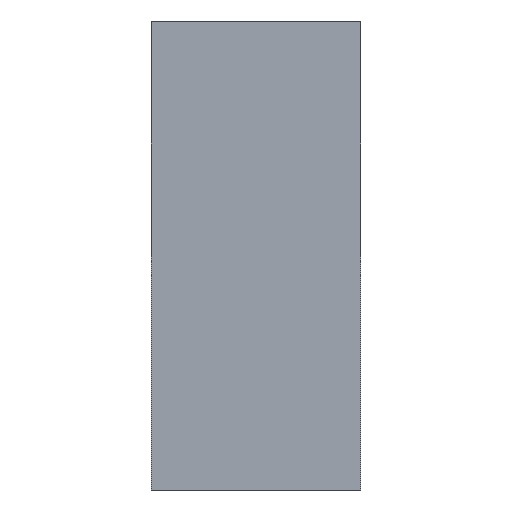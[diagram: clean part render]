
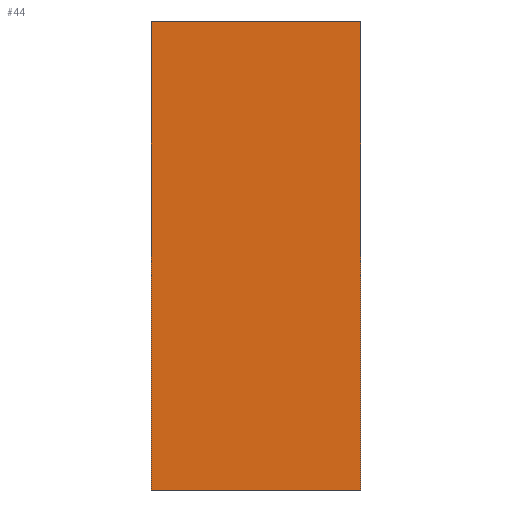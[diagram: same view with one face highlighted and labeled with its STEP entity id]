
A CAD part, left-side view. The second image highlights one B-rep face of the part: STEP entity #44.
In plain terms, the highlighted planar face has unit normal (-1, 0, 0).
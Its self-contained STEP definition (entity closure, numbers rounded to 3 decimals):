
#44 = ADVANCED_FACE( '', ( #95 ), #96, .F. );
#95 = FACE_OUTER_BOUND( '', #144, .T. );
#96 = PLANE( '', #145 );
#144 = EDGE_LOOP( '', ( #209, #210, #211, #212 ) );
#145 = AXIS2_PLACEMENT_3D( '', #213, #214, #215 );
#209 = ORIENTED_EDGE( '', *, *, #260, .T. );
#210 = ORIENTED_EDGE( '', *, *, #263, .F. );
#211 = ORIENTED_EDGE( '', *, *, #250, .F. );
#212 = ORIENTED_EDGE( '', *, *, #265, .T. );
#213 = CARTESIAN_POINT( '', ( -273., 21.5, 96. ) );
#214 = DIRECTION( '', ( 1., 0., 0. ) );
#215 = DIRECTION( '', ( 0., 0., -1. ) );
#250 = EDGE_CURVE( '', #285, #287, #288, .T. );
#260 = EDGE_CURVE( '', #300, #304, #306, .T. );
#263 = EDGE_CURVE( '', #287, #304, #309, .T. );
#265 = EDGE_CURVE( '', #285, #300, #311, .T. );
#285 = VERTEX_POINT( '', #331 );
#287 = VERTEX_POINT( '', #334 );
#288 = LINE( '', #335, #336 );
#300 = VERTEX_POINT( '', #350 );
#304 = VERTEX_POINT( '', #356 );
#306 = LINE( '', #359, #360 );
#309 = LINE( '', #364, #365 );
#311 = LINE( '', #367, #368 );
#331 = CARTESIAN_POINT( '', ( -273., 21.5, 96. ) );
#334 = CARTESIAN_POINT( '', ( -273., -21.5, 96. ) );
#335 = CARTESIAN_POINT( '', ( -273., 21.5, 96. ) );
#336 = VECTOR( '', #392, 1000. );
#350 = CARTESIAN_POINT( '', ( -273., 21.5, 0. ) );
#356 = CARTESIAN_POINT( '', ( -273., -21.5, 0. ) );
#359 = CARTESIAN_POINT( '', ( -273., 21.5, 0. ) );
#360 = VECTOR( '', #407, 1000. );
#364 = CARTESIAN_POINT( '', ( -273., -21.5, 96. ) );
#365 = VECTOR( '', #409, 1000. );
#367 = CARTESIAN_POINT( '', ( -273., 21.5, 96. ) );
#368 = VECTOR( '', #410, 1000. );
#392 = DIRECTION( '', ( 0., -1., 0. ) );
#407 = DIRECTION( '', ( 0., -1., 0. ) );
#409 = DIRECTION( '', ( 0., 0., -1. ) );
#410 = DIRECTION( '', ( 0., 0., -1. ) );
